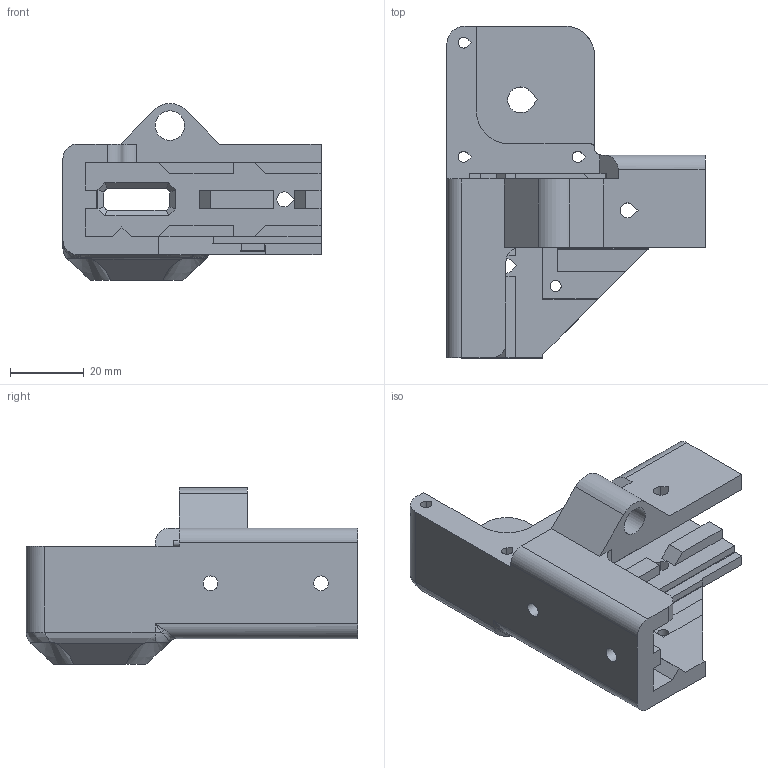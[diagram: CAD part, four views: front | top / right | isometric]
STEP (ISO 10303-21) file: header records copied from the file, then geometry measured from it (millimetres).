
FILE_DESCRIPTION(('FreeCAD Model'),'2;1');
FILE_NAME('LBackCorner.step','2016-06-08T21:29:43',( 'Author'),(''),'Open CASCADE STEP processor 6.9','FreeCAD','Unknown' );
FILE_SCHEMA(('AUTOMOTIVE_DESIGN_CC2 { 1 2 10303 214 -1 1 5 4 }'));
Length unit declared in the file: millimetre
Products named in the file (2): ASSEMBLY; LBackCorner
Assembly tree (1 placements, depth 2):
  ASSEMBLY
    LBackCorner
Bounding box: 70 x 90 x 47.98 mm (x, y, z)
Volume: 57423.9 mm3; surface area: 24133.6 mm2
Topology: 1 solids, 1 shells, 180 faces, 506 edges, 325 vertices
Faces by surface type: plane 116, cylinder 32, bspline 25, sphere 4, cone 3
Full cylindrical faces by diameter (mm): 3 x1, 4 x2, 8 x1
Entity records: 25305 total; most frequent: CARTESIAN_POINT 15646, DIRECTION 1637, LINE 1149, VECTOR 1149, ORIENTED_EDGE 1010, PCURVE 1010, DEFINITIONAL_REPRESENTATION 1010, EDGE_CURVE 505
